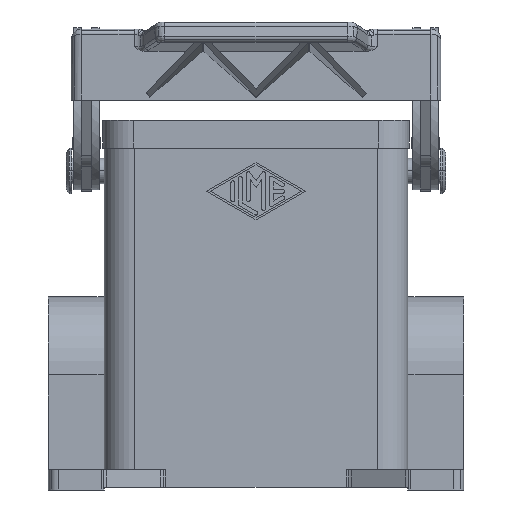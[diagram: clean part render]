
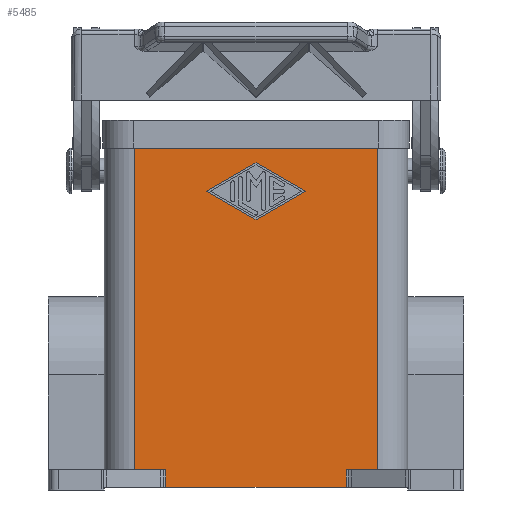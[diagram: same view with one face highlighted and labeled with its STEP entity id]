
A CAD part, front view. The second image highlights one B-rep face of the part: STEP entity #5485.
In plain terms, the highlighted planar face has unit normal (0, -1, 0).
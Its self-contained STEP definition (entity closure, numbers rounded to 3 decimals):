
#4704=CARTESIAN_POINT('',(17.773,-21.75,-43.5));
#4705=VERTEX_POINT('',#4704);
#4713=CARTESIAN_POINT('',(-17.773,-21.75,-43.5));
#4714=VERTEX_POINT('',#4713);
#4715=CARTESIAN_POINT('',(17.773,-21.75,-43.5));
#4716=DIRECTION('',(-1.0,0.0,0.0));
#4717=VECTOR('',#4716,35.546);
#4718=LINE('',#4715,#4717);
#4719=EDGE_CURVE('',#4705,#4714,#4718,.T.);
#5057=CARTESIAN_POINT('',(-17.773,-21.75,-40.));
#5058=VERTEX_POINT('',#5057);
#5066=CARTESIAN_POINT('',(-24.,-21.75,-40.));
#5067=VERTEX_POINT('',#5066);
#5068=CARTESIAN_POINT('',(-24.,-21.75,-40.));
#5069=DIRECTION('',(1.0,0.0,0.0));
#5070=VECTOR('',#5069,6.227);
#5071=LINE('',#5068,#5070);
#5072=EDGE_CURVE('',#5067,#5058,#5071,.T.);
#5386=CARTESIAN_POINT('',(17.773,-21.75,-40.));
#5387=VERTEX_POINT('',#5386);
#5395=CARTESIAN_POINT('',(17.773,-21.75,-40.));
#5396=DIRECTION('',(0.0,0.0,-1.0));
#5397=VECTOR('',#5396,3.5);
#5398=LINE('',#5395,#5397);
#5399=EDGE_CURVE('',#5387,#4705,#5398,.T.);
#5405=CARTESIAN_POINT('',(24.,-21.75,1.5));
#5406=DIRECTION('',(0.0,-1.0,0.0));
#5407=DIRECTION('',(0.0,0.0,-1.0));
#5408=AXIS2_PLACEMENT_3D('',#5405,#5406,#5407);
#5409=PLANE('',#5408);
#5410=ORIENTED_EDGE('',*,*,#5399,.F.);
#5411=CARTESIAN_POINT('',(24.,-21.75,-40.));
#5412=VERTEX_POINT('',#5411);
#5413=CARTESIAN_POINT('',(17.773,-21.75,-40.));
#5414=DIRECTION('',(1.0,0.0,0.0));
#5415=VECTOR('',#5414,6.227);
#5416=LINE('',#5413,#5415);
#5417=EDGE_CURVE('',#5387,#5412,#5416,.T.);
#5418=ORIENTED_EDGE('',*,*,#5417,.T.);
#5419=CARTESIAN_POINT('',(24.,-21.75,23.5));
#5420=VERTEX_POINT('',#5419);
#5421=CARTESIAN_POINT('',(24.,-21.75,-40.));
#5422=DIRECTION('',(0.0,0.0,1.0));
#5423=VECTOR('',#5422,63.5);
#5424=LINE('',#5421,#5423);
#5425=EDGE_CURVE('',#5412,#5420,#5424,.T.);
#5426=ORIENTED_EDGE('',*,*,#5425,.T.);
#5427=CARTESIAN_POINT('',(-24.,-21.75,23.5));
#5428=VERTEX_POINT('',#5427);
#5429=CARTESIAN_POINT('',(24.,-21.75,23.5));
#5430=DIRECTION('',(-1.0,0.0,0.0));
#5431=VECTOR('',#5430,48.);
#5432=LINE('',#5429,#5431);
#5433=EDGE_CURVE('',#5420,#5428,#5432,.T.);
#5434=ORIENTED_EDGE('',*,*,#5433,.T.);
#5435=CARTESIAN_POINT('',(-24.,-21.75,-40.));
#5436=DIRECTION('',(0.0,0.0,1.0));
#5437=VECTOR('',#5436,63.5);
#5438=LINE('',#5435,#5437);
#5439=EDGE_CURVE('',#5067,#5428,#5438,.T.);
#5440=ORIENTED_EDGE('',*,*,#5439,.F.);
#5441=ORIENTED_EDGE('',*,*,#5072,.T.);
#5442=CARTESIAN_POINT('',(-17.773,-21.75,-43.5));
#5443=DIRECTION('',(0.0,0.0,1.0));
#5444=VECTOR('',#5443,3.5);
#5445=LINE('',#5442,#5444);
#5446=EDGE_CURVE('',#4714,#5058,#5445,.T.);
#5447=ORIENTED_EDGE('',*,*,#5446,.F.);
#5448=ORIENTED_EDGE('',*,*,#4719,.F.);
#5449=EDGE_LOOP('',(#5410,#5418,#5426,#5434,#5440,#5441,#5447,#5448));
#5450=FACE_OUTER_BOUND('',#5449,.T.);
#5451=CARTESIAN_POINT('',(0.,-21.75,9.375));
#5452=VERTEX_POINT('',#5451);
#5453=CARTESIAN_POINT('',(-9.75,-21.75,15.));
#5454=VERTEX_POINT('',#5453);
#5455=CARTESIAN_POINT('',(0.,-21.75,9.375));
#5456=DIRECTION('',(-0.866,0.0,0.5));
#5457=VECTOR('',#5456,11.256);
#5458=LINE('',#5455,#5457);
#5459=EDGE_CURVE('',#5452,#5454,#5458,.T.);
#5460=ORIENTED_EDGE('',*,*,#5459,.T.);
#5461=CARTESIAN_POINT('',(0.,-21.75,20.625));
#5462=VERTEX_POINT('',#5461);
#5463=CARTESIAN_POINT('',(-9.75,-21.75,15.));
#5464=DIRECTION('',(0.866,0.0,0.5));
#5465=VECTOR('',#5464,11.256);
#5466=LINE('',#5463,#5465);
#5467=EDGE_CURVE('',#5454,#5462,#5466,.T.);
#5468=ORIENTED_EDGE('',*,*,#5467,.T.);
#5469=CARTESIAN_POINT('',(9.75,-21.75,15.));
#5470=VERTEX_POINT('',#5469);
#5471=CARTESIAN_POINT('',(0.,-21.75,20.625));
#5472=DIRECTION('',(0.866,0.0,-0.5));
#5473=VECTOR('',#5472,11.256);
#5474=LINE('',#5471,#5473);
#5475=EDGE_CURVE('',#5462,#5470,#5474,.T.);
#5476=ORIENTED_EDGE('',*,*,#5475,.T.);
#5477=CARTESIAN_POINT('',(9.75,-21.75,15.));
#5478=DIRECTION('',(-0.866,0.0,-0.5));
#5479=VECTOR('',#5478,11.256);
#5480=LINE('',#5477,#5479);
#5481=EDGE_CURVE('',#5470,#5452,#5480,.T.);
#5482=ORIENTED_EDGE('',*,*,#5481,.T.);
#5483=EDGE_LOOP('',(#5460,#5468,#5476,#5482));
#5484=FACE_BOUND('',#5483,.T.);
#5485=ADVANCED_FACE('',(#5450,#5484),#5409,.T.);
